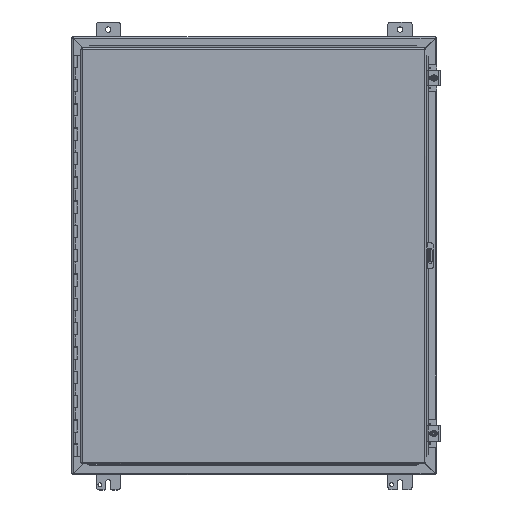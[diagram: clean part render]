
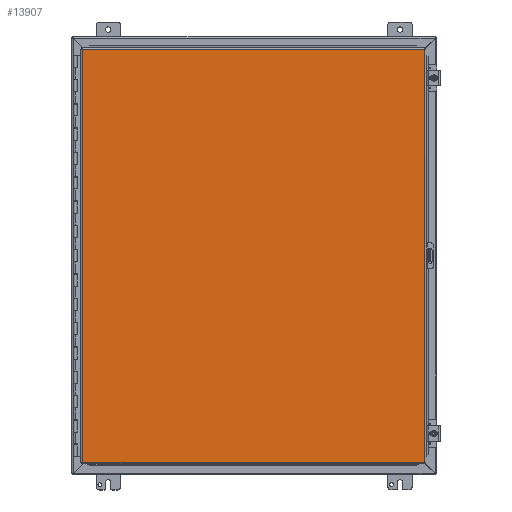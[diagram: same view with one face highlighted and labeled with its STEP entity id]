
A CAD part, top view. The second image highlights one B-rep face of the part: STEP entity #13907.
In plain terms, the highlighted face is planar.
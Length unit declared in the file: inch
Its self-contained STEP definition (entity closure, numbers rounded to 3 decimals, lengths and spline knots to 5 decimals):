
#13064=CARTESIAN_POINT('',(-14.08225,-16.9885,0.));
#13065=VERTEX_POINT('',#13064);
#13076=CARTESIAN_POINT('',(14.08225,-16.9885,0.));
#13077=VERTEX_POINT('',#13076);
#13078=CARTESIAN_POINT('',(14.08225,-16.9885,0.0));
#13079=DIRECTION('',(-1.0,0.0,0.0));
#13080=VECTOR('',#13079,28.1645);
#13081=LINE('',#13078,#13080);
#13082=EDGE_CURVE('',#13077,#13065,#13081,.T.);
#13198=CARTESIAN_POINT('',(-14.08225,16.9885,0.));
#13199=VERTEX_POINT('',#13198);
#13297=CARTESIAN_POINT('',(14.08225,16.9885,0.));
#13298=VERTEX_POINT('',#13297);
#13309=CARTESIAN_POINT('',(-14.08225,16.9885,0.0));
#13310=DIRECTION('',(1.0,0.0,0.0));
#13311=VECTOR('',#13310,28.1645);
#13312=LINE('',#13309,#13311);
#13313=EDGE_CURVE('',#13199,#13298,#13312,.T.);
#13618=CARTESIAN_POINT('',(-14.08225,-16.9885,0.0));
#13619=DIRECTION('',(0.0,1.0,0.0));
#13620=VECTOR('',#13619,33.977);
#13621=LINE('',#13618,#13620);
#13622=EDGE_CURVE('',#13065,#13199,#13621,.T.);
#13712=CARTESIAN_POINT('',(14.08225,16.9885,0.0));
#13713=DIRECTION('',(0.0,-1.0,0.0));
#13714=VECTOR('',#13713,33.977);
#13715=LINE('',#13712,#13714);
#13716=EDGE_CURVE('',#13298,#13077,#13715,.T.);
#13896=CARTESIAN_POINT('',(0.,0.,0.0));
#13897=DIRECTION('',(0.0,0.0,1.0));
#13898=DIRECTION('',(1.0,0.0,0.0));
#13899=AXIS2_PLACEMENT_3D('',#13896,#13897,#13898);
#13900=PLANE('',#13899);
#13901=ORIENTED_EDGE('',*,*,#13622,.T.);
#13902=ORIENTED_EDGE('',*,*,#13313,.T.);
#13903=ORIENTED_EDGE('',*,*,#13716,.T.);
#13904=ORIENTED_EDGE('',*,*,#13082,.T.);
#13905=EDGE_LOOP('',(#13901,#13902,#13903,#13904));
#13906=FACE_OUTER_BOUND('',#13905,.T.);
#13907=ADVANCED_FACE('',(#13906),#13900,.F.);
